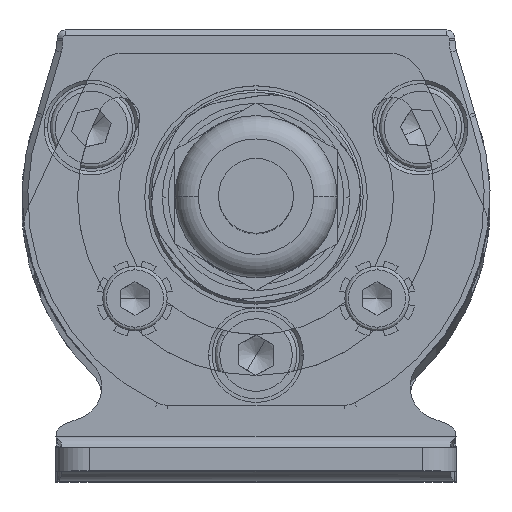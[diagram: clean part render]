
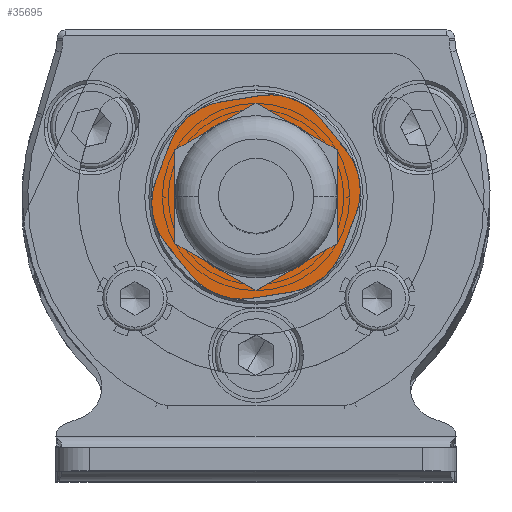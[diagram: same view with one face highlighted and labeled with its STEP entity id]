
A CAD part, top view. The second image highlights one B-rep face of the part: STEP entity #35695.
In plain terms, the highlighted planar face has unit normal (0, 0, 1).
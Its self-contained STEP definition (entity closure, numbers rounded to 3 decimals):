
#290 = CARTESIAN_POINT ( 'NONE',  ( 0.925, 5.487, 69. ) ) ;
#908 = EDGE_CURVE ( 'NONE', #5044, #29184, #32768, .T. ) ;
#946 = ORIENTED_EDGE ( 'NONE', *, *, #27865, .T. ) ;
#1108 = EDGE_LOOP ( 'NONE', ( #946, #30817 ) ) ;
#2088 = AXIS2_PLACEMENT_3D ( 'NONE', #19215, #31646, #3743 ) ;
#2267 = CARTESIAN_POINT ( 'NONE',  ( -14.441, -2.526, 69. ) ) ;
#2310 = CARTESIAN_POINT ( 'NONE',  ( -3.709, -6.631, 69. ) ) ;
#2470 = EDGE_CURVE ( 'NONE', #2723, #24434, #8086, .T. ) ;
#2723 = VERTEX_POINT ( 'NONE', #38278 ) ;
#3433 = EDGE_CURVE ( 'NONE', #34045, #6823, #24008, .T. ) ;
#3526 = DIRECTION ( 'NONE',  ( -0.63, 0.776, 0. ) ) ;
#3572 = CARTESIAN_POINT ( 'NONE',  ( -7.13, -7.177, 69. ) ) ;
#3574 = VERTEX_POINT ( 'NONE', #21520 ) ;
#3743 = DIRECTION ( 'NONE',  ( 0.63, -0.776, 0. ) ) ;
#3779 = EDGE_CURVE ( 'NONE', #24434, #8462, #13957, .T. ) ;
#4230 = CARTESIAN_POINT ( 'NONE',  ( -1.259, 8.176, 69. ) ) ;
#4575 = ORIENTED_EDGE ( 'NONE', *, *, #16385, .F. ) ;
#5044 = VERTEX_POINT ( 'NONE', #2310 ) ;
#5296 = DIRECTION ( 'NONE',  ( 0., 0., 1. ) ) ;
#5360 = ORIENTED_EDGE ( 'NONE', *, *, #18787, .F. ) ;
#6656 = LINE ( 'NONE', #12760, #11224 ) ;
#6823 = VERTEX_POINT ( 'NONE', #26473 ) ;
#7107 = DIRECTION ( 'NONE',  ( 0., 0., -1. ) ) ;
#7173 = EDGE_CURVE ( 'NONE', #29184, #7958, #27254, .T. ) ;
#7327 = DIRECTION ( 'NONE',  ( -0.987, -0.158, 0. ) ) ;
#7958 = VERTEX_POINT ( 'NONE', #9060 ) ;
#8086 = CIRCLE ( 'NONE', #35420, 5.49 ) ;
#8153 = VERTEX_POINT ( 'NONE', #13735 ) ;
#8321 = FACE_OUTER_BOUND ( 'NONE', #30059, .T. ) ;
#8462 = VERTEX_POINT ( 'NONE', #290 ) ;
#9060 = CARTESIAN_POINT ( 'NONE',  ( -12.258, -5.216, 69. ) ) ;
#10862 = CARTESIAN_POINT ( 'NONE',  ( -15.307, 2.895, 69. ) ) ;
#11000 = CARTESIAN_POINT ( 'NONE',  ( -3.338, 2.026, 69. ) ) ;
#11224 = VECTOR ( 'NONE', #16197, 1000. ) ;
#11303 = CARTESIAN_POINT ( 'NONE',  ( -10.179, 0.934, 69. ) ) ;
#11884 = CIRCLE ( 'NONE', #22255, 6. ) ;
#12089 = VERTEX_POINT ( 'NONE', #16907 ) ;
#12205 = ORIENTED_EDGE ( 'NONE', *, *, #19905, .F. ) ;
#12238 = VECTOR ( 'NONE', #13759, 1000. ) ;
#12395 = VECTOR ( 'NONE', #27059, 1000. ) ;
#12718 = VERTEX_POINT ( 'NONE', #22733 ) ;
#12760 = CARTESIAN_POINT ( 'NONE',  ( -11.803, -5.776, 69. ) ) ;
#13655 = VERTEX_POINT ( 'NONE', #2267 ) ;
#13735 = CARTESIAN_POINT ( 'NONE',  ( 0.553, -3.17, 69. ) ) ;
#13759 = DIRECTION ( 'NONE',  ( 0.63, -0.776, 0. ) ) ;
#13844 = CARTESIAN_POINT ( 'NONE',  ( -2.997, -6.517, 69. ) ) ;
#13957 = LINE ( 'NONE', #16590, #12238 ) ;
#14474 = DIRECTION ( 'NONE',  ( 0., 0., -1. ) ) ;
#14712 = DIRECTION ( 'NONE',  ( 0., 0., -1. ) ) ;
#15083 = ORIENTED_EDGE ( 'NONE', *, *, #908, .F. ) ;
#15093 = ORIENTED_EDGE ( 'NONE', *, *, #3433, .F. ) ;
#15717 = CARTESIAN_POINT ( 'NONE',  ( 2.048, 0.739, 69. ) ) ;
#16197 = DIRECTION ( 'NONE',  ( -0.63, 0.776, 0. ) ) ;
#16263 = CARTESIAN_POINT ( 'NONE',  ( -7.996, -1.755, 69. ) ) ;
#16385 = EDGE_CURVE ( 'NONE', #6823, #23484, #23472, .T. ) ;
#16590 = CARTESIAN_POINT ( 'NONE',  ( -1.714, 8.736, 69. ) ) ;
#16907 = CARTESIAN_POINT ( 'NONE',  ( 1.79, 0.065, 69. ) ) ;
#17361 = CARTESIAN_POINT ( 'NONE',  ( -9.808, 9.591, 69. ) ) ;
#17700 = DIRECTION ( 'NONE',  ( 0.158, -0.987, 0. ) ) ;
#17761 = AXIS2_PLACEMENT_3D ( 'NONE', #11303, #24342, #36745 ) ;
#18141 = AXIS2_PLACEMENT_3D ( 'NONE', #16263, #19736, #20116 ) ;
#18787 = EDGE_CURVE ( 'NONE', #12089, #8153, #21812, .T. ) ;
#19215 = CARTESIAN_POINT ( 'NONE',  ( -4.575, -1.209, 69. ) ) ;
#19230 = ORIENTED_EDGE ( 'NONE', *, *, #2470, .F. ) ;
#19619 = ORIENTED_EDGE ( 'NONE', *, *, #7173, .F. ) ;
#19635 = CIRCLE ( 'NONE', #2088, 5.49 ) ;
#19653 = EDGE_CURVE ( 'NONE', #7958, #13655, #6656, .T. ) ;
#19736 = DIRECTION ( 'NONE',  ( 0., 0., -1. ) ) ;
#19905 = EDGE_CURVE ( 'NONE', #13655, #34045, #29463, .T. ) ;
#20116 = DIRECTION ( 'NONE',  ( -0.357, -0.934, 0. ) ) ;
#20351 = AXIS2_PLACEMENT_3D ( 'NONE', #31961, #7107, #22398 ) ;
#20697 = DIRECTION ( 'NONE',  ( 0.987, 0.158, 0. ) ) ;
#20752 = CARTESIAN_POINT ( 'NONE',  ( -6.758, 1.48, 69. ) ) ;
#20839 = CIRCLE ( 'NONE', #38405, 5.49 ) ;
#21520 = CARTESIAN_POINT ( 'NONE',  ( -5.812, -4.445, 69. ) ) ;
#21812 = LINE ( 'NONE', #15717, #23446 ) ;
#21966 = AXIS2_PLACEMENT_3D ( 'NONE', #20752, #5296, #17700 ) ;
#22032 = VECTOR ( 'NONE', #20697, 1000. ) ;
#22255 = AXIS2_PLACEMENT_3D ( 'NONE', #32842, #14712, #29787 ) ;
#22398 = DIRECTION ( 'NONE',  ( -0.158, 0.987, 0. ) ) ;
#22733 = CARTESIAN_POINT ( 'NONE',  ( -7.705, 7.405, 69. ) ) ;
#23392 = ORIENTED_EDGE ( 'NONE', *, *, #38729, .F. ) ;
#23446 = VECTOR ( 'NONE', #28931, 1000. ) ;
#23472 = CIRCLE ( 'NONE', #37115, 5.49 ) ;
#23484 = VERTEX_POINT ( 'NONE', #17361 ) ;
#23560 = CARTESIAN_POINT ( 'NONE',  ( -10.52, 9.477, 69. ) ) ;
#23611 = CIRCLE ( 'NONE', #20351, 6. ) ;
#24008 = LINE ( 'NONE', #30738, #12395 ) ;
#24342 = DIRECTION ( 'NONE',  ( 0., 0., -1. ) ) ;
#24434 = VERTEX_POINT ( 'NONE', #4230 ) ;
#24691 = ORIENTED_EDGE ( 'NONE', *, *, #19653, .F. ) ;
#24911 = DIRECTION ( 'NONE',  ( 0., 0., -1. ) ) ;
#26473 = CARTESIAN_POINT ( 'NONE',  ( -14.07, 6.13, 69. ) ) ;
#27059 = DIRECTION ( 'NONE',  ( 0.357, 0.934, 0. ) ) ;
#27171 = VECTOR ( 'NONE', #7327, 1000. ) ;
#27254 = CIRCLE ( 'NONE', #18141, 5.49 ) ;
#27298 = ORIENTED_EDGE ( 'NONE', *, *, #3779, .F. ) ;
#27657 = EDGE_CURVE ( 'NONE', #8153, #5044, #19635, .T. ) ;
#27865 = EDGE_CURVE ( 'NONE', #12718, #3574, #11884, .T. ) ;
#28511 = DIRECTION ( 'NONE',  ( 0., 0., -1. ) ) ;
#28664 = EDGE_CURVE ( 'NONE', #3574, #12718, #23611, .T. ) ;
#28931 = DIRECTION ( 'NONE',  ( -0.357, -0.934, 0. ) ) ;
#29184 = VERTEX_POINT ( 'NONE', #3572 ) ;
#29463 = CIRCLE ( 'NONE', #17761, 5.49 ) ;
#29551 = DIRECTION ( 'NONE',  ( 0.987, 0.158, 0. ) ) ;
#29787 = DIRECTION ( 'NONE',  ( -0.158, 0.987, 0. ) ) ;
#30059 = EDGE_LOOP ( 'NONE', ( #19230, #32245, #4575, #15093, #12205, #24691, #19619, #15083, #30206, #5360, #23392, #27298 ) ) ;
#30206 = ORIENTED_EDGE ( 'NONE', *, *, #27657, .F. ) ;
#30738 = CARTESIAN_POINT ( 'NONE',  ( -15.565, 2.221, 69. ) ) ;
#30817 = ORIENTED_EDGE ( 'NONE', *, *, #28664, .T. ) ;
#30831 = EDGE_CURVE ( 'NONE', #23484, #2723, #33524, .T. ) ;
#31173 = CARTESIAN_POINT ( 'NONE',  ( -5.521, 4.716, 69. ) ) ;
#31646 = DIRECTION ( 'NONE',  ( 0., 0., -1. ) ) ;
#31961 = CARTESIAN_POINT ( 'NONE',  ( -6.758, 1.48, 69. ) ) ;
#32245 = ORIENTED_EDGE ( 'NONE', *, *, #30831, .F. ) ;
#32768 = LINE ( 'NONE', #13844, #27171 ) ;
#32842 = CARTESIAN_POINT ( 'NONE',  ( -6.758, 1.48, 69. ) ) ;
#33390 = PLANE ( 'NONE',  #21966 ) ;
#33524 = LINE ( 'NONE', #23560, #22032 ) ;
#34045 = VERTEX_POINT ( 'NONE', #10862 ) ;
#34420 = DIRECTION ( 'NONE',  ( 0.357, 0.934, 0. ) ) ;
#35420 = AXIS2_PLACEMENT_3D ( 'NONE', #31173, #28511, #34420 ) ;
#35695 = ADVANCED_FACE ( 'NONE', ( #36015, #8321 ), #33390, .T. ) ;
#36015 = FACE_BOUND ( 'NONE', #1108, .T. ) ;
#36745 = DIRECTION ( 'NONE',  ( -0.987, -0.158, 0. ) ) ;
#37115 = AXIS2_PLACEMENT_3D ( 'NONE', #37329, #24911, #3526 ) ;
#37329 = CARTESIAN_POINT ( 'NONE',  ( -8.942, 4.169, 69. ) ) ;
#38278 = CARTESIAN_POINT ( 'NONE',  ( -6.387, 10.137, 69. ) ) ;
#38405 = AXIS2_PLACEMENT_3D ( 'NONE', #11000, #14474, #29551 ) ;
#38729 = EDGE_CURVE ( 'NONE', #8462, #12089, #20839, .T. ) ;
